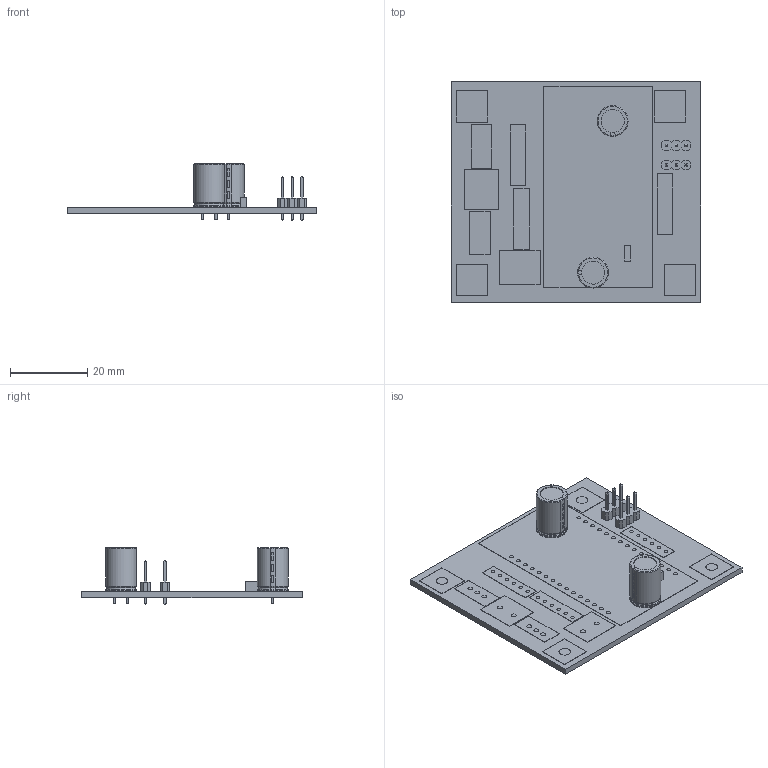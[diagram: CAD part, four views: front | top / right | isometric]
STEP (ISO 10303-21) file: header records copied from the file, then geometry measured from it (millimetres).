
FILE_DESCRIPTION(/* description */ (''),/* implementation_level */ '2;1');
FILE_NAME(/* name */ 'ERobot Minimalis - 2023 v1.step',/* time_stamp */ '2023-04-27T15:27:45+07:00',/* author */ (''),/* organization */ (''),/* preprocessor_version */ 'ST-DEVELOPER v19.2',/* originating_system */ 'Autodesk Translation Framework v12.4.0.73',/* authorisation */ '');
FILE_SCHEMA (('AUTOMOTIVE_DESIGN { 1 0 10303 214 3 1 1 }'));
Length unit declared in the file: millimetre
Products named in the file (11): ERobot Minimalis - 2023; Board; Packages; PHOENIX_1935161; TE_215297-6; ESP32-DEVKITV1; STMICROELECTRONICS_L7805CV_0; 3,0; 1X03; E2,5-5; E3,5-8
Assembly tree (19 placements, depth 3):
  ERobot Minimalis - 2023
    Board
    Packages
      PHOENIX_1935161  x2
      TE_215297-6  x3
      ESP32-DEVKITV1
      STMICROELECTRONICS_L7805CV_0  x2
      3,0  x4
      1X03  x2
      E2,5-5
      E3,5-8  x2
Bounding box: 64.77 x 57.15 x 14.8 mm (x, y, z)
Volume: 7143 mm3; surface area: 13760.1 mm2
Topology: 18 solids, 18 shells, 789 faces, 2125 edges, 1398 vertices
Faces by surface type: plane 610, cylinder 147, torus 24, cone 8
Full cylindrical faces by diameter (mm): 0.6 x4, 0.813 x6, 0.9 x18, 1 x30, 1.016 x6, 1.3 x10, 3 x1, 4.4 x2, 5.2 x2
Entity records: 20671 total; most frequent: CARTESIAN_POINT 3586, ORIENTED_EDGE 3466, DIRECTION 3343, EDGE_CURVE 1733, LINE 1413, VECTOR 1413, VERTEX_POINT 1146, AXIS2_PLACEMENT_3D 965
